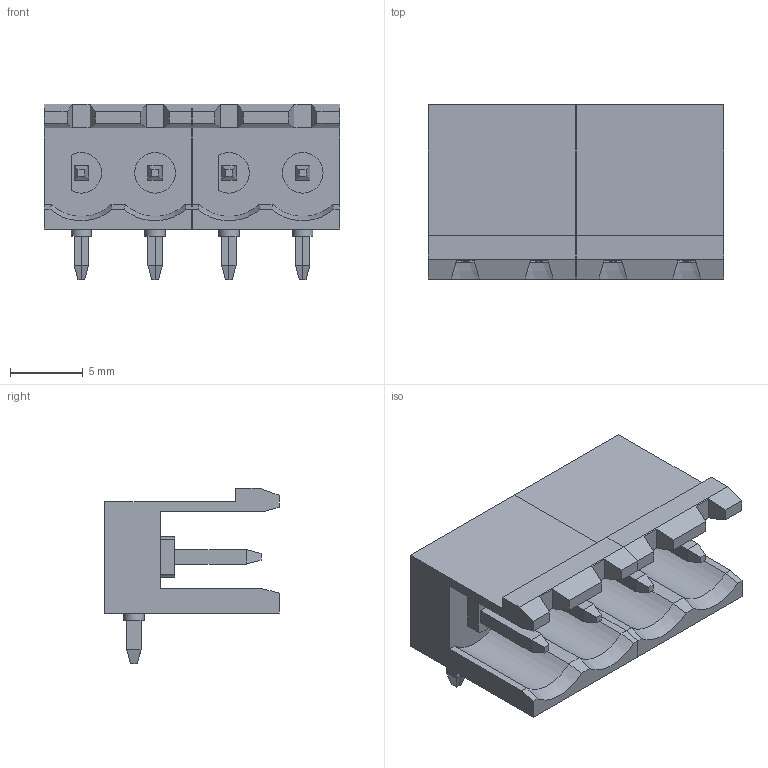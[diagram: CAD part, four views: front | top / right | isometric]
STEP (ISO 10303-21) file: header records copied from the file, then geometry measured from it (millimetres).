
FILE_DESCRIPTION(/* description */ (''),/* implementation_level */ '2;1');
FILE_NAME(/* name */ 'Terminal Block RA_Socket_4.step',/* time_stamp */ '2018-12-16T19:23:41-05:00',/* author */ ('xdmattz'),/* organization */ (''),/* preprocessor_version */ 'ST-DEVELOPER v17.2',/* originating_system */ 'Autodesk Translation Framework v7.6.0.251',/* authorisation */ '');
FILE_SCHEMA (('AUTOMOTIVE_DESIGN { 1 0 10303 214 3 1 1 }'));
Length unit declared in the file: millimetre
Products named in the file (5): RA_4 test2; pxc_1759017_05_MSTB-2-5-2-G-5-08_3D v1; mstb_2.5-2-g-5; pxc_1759017_05_MSTB-2-5-2-G-5-08_3D v1 (1); mstb_2.5-2-g-5 (1)
Assembly tree (4 placements, depth 3):
  RA_4 test2
    pxc_1759017_05_MSTB-2-5-2-G-5-08_3D v1
      mstb_2.5-2-g-5
    pxc_1759017_05_MSTB-2-5-2-G-5-08_3D v1 (1)
      mstb_2.5-2-g-5 (1)
Bounding box: 20.32 x 12 x 12.1 mm (x, y, z)
Volume: 976.8 mm3; surface area: 1557.3 mm2
Topology: 2 solids, 2 shells, 292 faces, 650 edges, 378 vertices
Faces by surface type: plane 272, cylinder 12, cone 4, sphere 4
Full cylindrical faces by diameter (mm): 1.4 x4, 2.8 x2
Entity records: 8274 total; most frequent: CARTESIAN_POINT 1357, DIRECTION 1354, ORIENTED_EDGE 1308, EDGE_CURVE 654, LINE 540, VECTOR 540, AXIS2_PLACEMENT_3D 407, VERTEX_POINT 386
